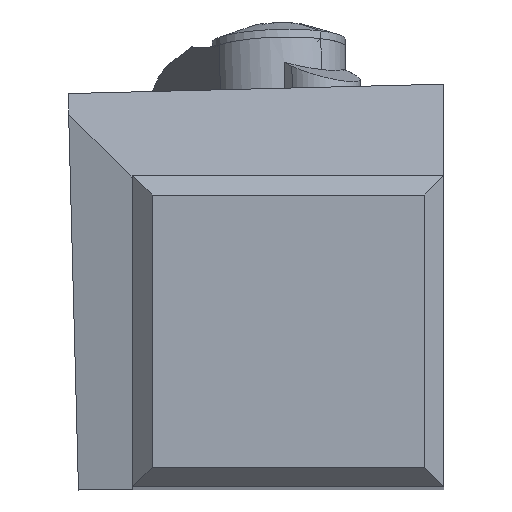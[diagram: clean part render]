
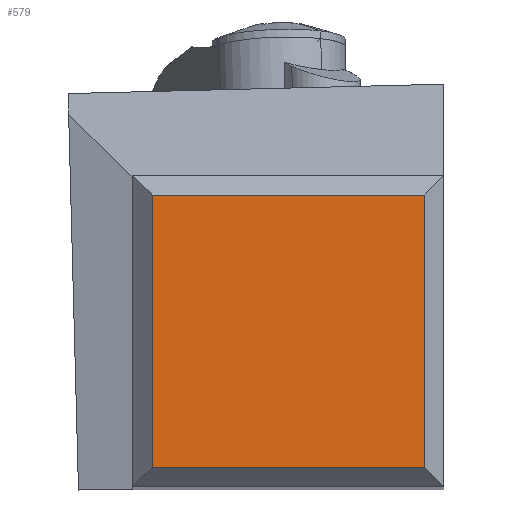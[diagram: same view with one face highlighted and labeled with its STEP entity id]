
A CAD part, top view. The second image highlights one B-rep face of the part: STEP entity #579.
In plain terms, the highlighted planar face has unit normal (0, 0, 1).
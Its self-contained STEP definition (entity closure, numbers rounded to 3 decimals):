
#400=FACE_OUTER_BOUND('',#926,.T.);
#579=ADVANCED_FACE('',(#400),#765,.T.);
#765=PLANE('',#3706);
#926=EDGE_LOOP('',(#1250,#1251,#1252,#1253));
#1250=ORIENTED_EDGE('',*,*,#2566,.F.);
#1251=ORIENTED_EDGE('',*,*,#2564,.T.);
#1252=ORIENTED_EDGE('',*,*,#2562,.F.);
#1253=ORIENTED_EDGE('',*,*,#2568,.F.);
#2191=VERTEX_POINT('',#5394);
#2192=VERTEX_POINT('',#5396);
#2193=VERTEX_POINT('',#5400);
#2194=VERTEX_POINT('',#5404);
#2562=EDGE_CURVE('',#2191,#2192,#3065,.T.);
#2564=EDGE_CURVE('',#2193,#2192,#3067,.T.);
#2566=EDGE_CURVE('',#2193,#2194,#3069,.T.);
#2568=EDGE_CURVE('',#2194,#2191,#3071,.T.);
#3065=LINE('',#5395,#3330);
#3067=LINE('',#5399,#3332);
#3069=LINE('',#5403,#3334);
#3071=LINE('',#5407,#3336);
#3330=VECTOR('',#4258,1.);
#3332=VECTOR('',#4262,1.);
#3334=VECTOR('',#4266,1.);
#3336=VECTOR('',#4270,1.);
#3706=AXIS2_PLACEMENT_3D('',#5409,#4273,#4274);
#4258=DIRECTION('',(1.,0.,0.));
#4262=DIRECTION('',(0.,1.,0.));
#4266=DIRECTION('',(-1.,0.,0.));
#4270=DIRECTION('',(0.,1.,0.));
#4273=DIRECTION('',(0.,0.,1.));
#4274=DIRECTION('',(-1.,0.,0.));
#5394=CARTESIAN_POINT('',(-14.875,14.875,0.));
#5395=CARTESIAN_POINT('',(-14.875,14.875,0.));
#5396=CARTESIAN_POINT('',(-1.,14.875,0.));
#5399=CARTESIAN_POINT('',(-1.,1.,0.));
#5400=CARTESIAN_POINT('',(-1.,1.,0.));
#5403=CARTESIAN_POINT('',(-1.,1.,0.));
#5404=CARTESIAN_POINT('',(-14.875,1.,0.));
#5407=CARTESIAN_POINT('',(-14.875,1.,0.));
#5409=CARTESIAN_POINT('',(-7.938,7.938,0.));
